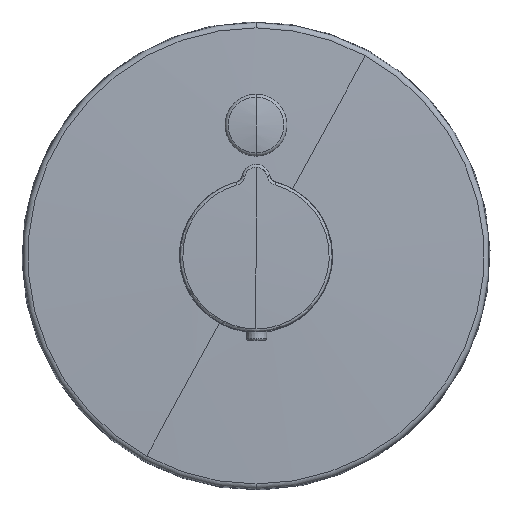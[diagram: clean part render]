
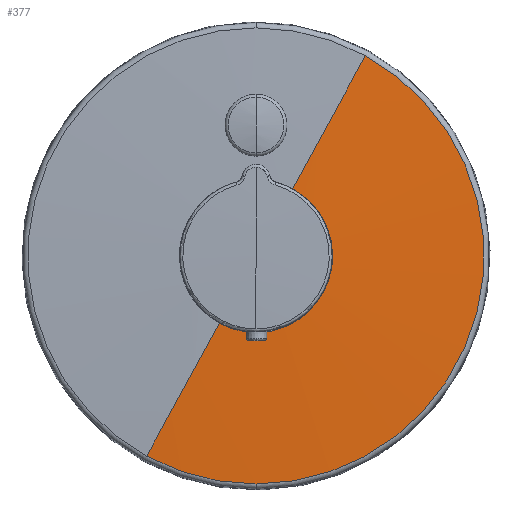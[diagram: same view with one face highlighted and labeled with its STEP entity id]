
A CAD part, top view. The second image highlights one B-rep face of the part: STEP entity #377.
In plain terms, the highlighted spherical face has radius 1892 mm.
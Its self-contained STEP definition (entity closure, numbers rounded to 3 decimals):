
#35 = VERTEX_POINT ( 'NONE', #1394 ) ;
#79 = ORIENTED_EDGE ( 'NONE', *, *, #715, .F. ) ;
#100 = EDGE_CURVE ( 'NONE', #141, #35, #1762, .T. ) ;
#127 = ORIENTED_EDGE ( 'NONE', *, *, #100, .T. ) ;
#141 = VERTEX_POINT ( 'NONE', #1428 ) ;
#154 = CARTESIAN_POINT ( 'NONE',  ( 0., 0., -1878. ) ) ;
#310 = DIRECTION ( 'NONE',  ( -0.479, -0.878, 0. ) ) ;
#360 = FACE_OUTER_BOUND ( 'NONE', #1140, .T. ) ;
#377 = ADVANCED_FACE ( 'NONE', ( #360 ), #1115, .T. ) ;
#437 = DIRECTION ( 'NONE',  ( -0.479, -0.878, 0. ) ) ;
#451 = EDGE_CURVE ( 'NONE', #1924, #1369, #703, .T. ) ;
#588 = DIRECTION ( 'NONE',  ( 0.479, 0.878, 0. ) ) ;
#604 = AXIS2_PLACEMENT_3D ( 'NONE', #1667, #742, #1815 ) ;
#665 = DIRECTION ( 'NONE',  ( 0., 0., -1. ) ) ;
#703 = CIRCLE ( 'NONE', #1692, 1892. ) ;
#715 = EDGE_CURVE ( 'NONE', #1349, #35, #1186, .T. ) ;
#716 = DIRECTION ( 'NONE',  ( -0.878, 0.479, 0. ) ) ;
#742 = DIRECTION ( 'NONE',  ( 0., 0., -1. ) ) ;
#836 = DIRECTION ( 'NONE',  ( 0., 0., 1. ) ) ;
#895 = AXIS2_PLACEMENT_3D ( 'NONE', #1514, #1057, #588 ) ;
#1057 = DIRECTION ( 'NONE',  ( 0.878, -0.479, 0. ) ) ;
#1098 = ORIENTED_EDGE ( 'NONE', *, *, #451, .F. ) ;
#1115 = SPHERICAL_SURFACE ( 'NONE', #1495, 1892. ) ;
#1140 = EDGE_LOOP ( 'NONE', ( #1098, #1926, #127, #79, #1852 ) ) ;
#1171 = CARTESIAN_POINT ( 'NONE',  ( 0., -82.834, 12.186 ) ) ;
#1186 = CIRCLE ( 'NONE', #1395, 82.834 ) ;
#1223 = DIRECTION ( 'NONE',  ( -0.878, 0.479, 0. ) ) ;
#1265 = EDGE_CURVE ( 'NONE', #141, #1924, #1802, .T. ) ;
#1348 = CIRCLE ( 'NONE', #604, 82.834 ) ;
#1349 = VERTEX_POINT ( 'NONE', #1171 ) ;
#1369 = VERTEX_POINT ( 'NONE', #1507 ) ;
#1394 = CARTESIAN_POINT ( 'NONE',  ( -39.713, -72.693, 12.186 ) ) ;
#1395 = AXIS2_PLACEMENT_3D ( 'NONE', #1583, #665, #1734 ) ;
#1428 = CARTESIAN_POINT ( 'NONE',  ( -13.352, -24.441, 13.795 ) ) ;
#1431 = EDGE_CURVE ( 'NONE', #1369, #1349, #1348, .T. ) ;
#1495 = AXIS2_PLACEMENT_3D ( 'NONE', #1943, #716, #437 ) ;
#1507 = CARTESIAN_POINT ( 'NONE',  ( 39.713, 72.693, 12.186 ) ) ;
#1514 = CARTESIAN_POINT ( 'NONE',  ( 0., 0., -1878. ) ) ;
#1583 = CARTESIAN_POINT ( 'NONE',  ( 0., 0., 12.186 ) ) ;
#1667 = CARTESIAN_POINT ( 'NONE',  ( 0., 0., 12.186 ) ) ;
#1692 = AXIS2_PLACEMENT_3D ( 'NONE', #154, #1223, #310 ) ;
#1734 = DIRECTION ( 'NONE',  ( 0., 1., 0. ) ) ;
#1739 = CARTESIAN_POINT ( 'NONE',  ( 13.352, 24.441, 13.795 ) ) ;
#1762 = CIRCLE ( 'NONE', #895, 1892. ) ;
#1764 = CARTESIAN_POINT ( 'NONE',  ( 0., 0., 13.795 ) ) ;
#1802 = CIRCLE ( 'NONE', #1819, 27.85 ) ;
#1815 = DIRECTION ( 'NONE',  ( 0., 1., 0. ) ) ;
#1819 = AXIS2_PLACEMENT_3D ( 'NONE', #1764, #836, #1920 ) ;
#1852 = ORIENTED_EDGE ( 'NONE', *, *, #1431, .F. ) ;
#1920 = DIRECTION ( 'NONE',  ( 0., 1., 0. ) ) ;
#1924 = VERTEX_POINT ( 'NONE', #1739 ) ;
#1926 = ORIENTED_EDGE ( 'NONE', *, *, #1265, .F. ) ;
#1943 = CARTESIAN_POINT ( 'NONE',  ( 0., 0., -1878. ) ) ;
